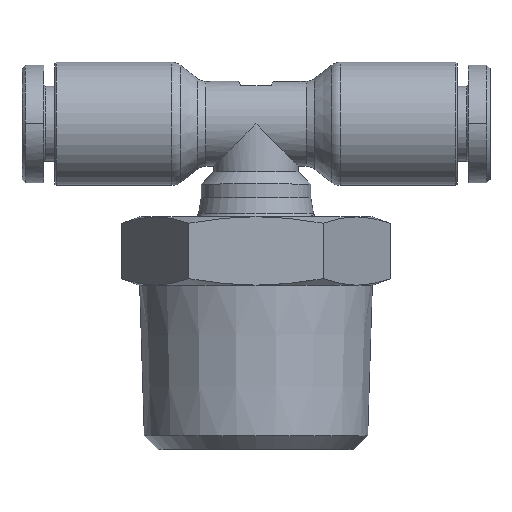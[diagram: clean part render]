
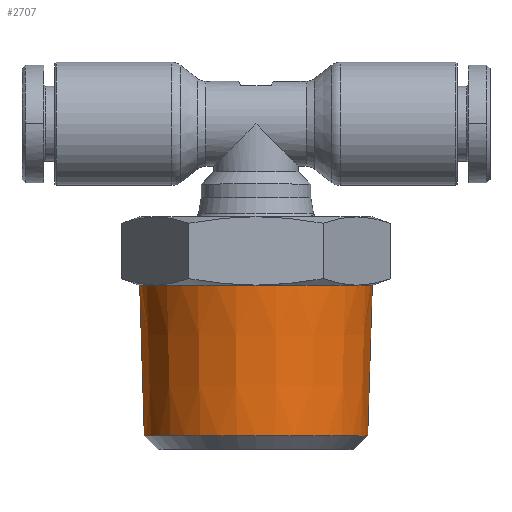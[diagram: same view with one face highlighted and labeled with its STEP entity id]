
A CAD part, top view. The second image highlights one B-rep face of the part: STEP entity #2707.
In plain terms, the highlighted conical face has half-angle 1.754 degrees and reference radius 8.316 mm.
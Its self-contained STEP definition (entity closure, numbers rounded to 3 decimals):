
#2570=CARTESIAN_POINT('',(13.6,0.,-11.8));
#2571=VERTEX_POINT('',#2570);
#2608=CARTESIAN_POINT('',(-3.4,0.,-11.8));
#2609=VERTEX_POINT('',#2608);
#2643=CARTESIAN_POINT('',(5.1,0.,-17.8));
#2644=DIRECTION('',(0.,0.,1.0));
#2645=DIRECTION('',(-1.0,0.0,0.0));
#2646=AXIS2_PLACEMENT_3D('',#2643,#2644,#2645);
#2647=CONICAL_SURFACE('',#2646,8.316,1.754);
#2648=CARTESIAN_POINT('',(-3.063,0.,-22.8));
#2649=VERTEX_POINT('',#2648);
#2650=CARTESIAN_POINT('',(-3.4,0.,-11.8));
#2651=DIRECTION('',(0.031,0.,-1.));
#2652=VECTOR('',#2651,11.006);
#2653=LINE('',#2650,#2652);
#2654=EDGE_CURVE('',#2609,#2649,#2653,.T.);
#2655=ORIENTED_EDGE('',*,*,#2654,.F.);
#2656=CARTESIAN_POINT('',(-2.261,4.25,-11.8));
#2657=VERTEX_POINT('',#2656);
#2658=CARTESIAN_POINT('',(5.1,0.,-11.8));
#2659=DIRECTION('',(0.0,0.0,-1.0));
#2660=DIRECTION('',(-1.0,0.0,0.0));
#2661=AXIS2_PLACEMENT_3D('',#2658,#2659,#2660);
#2662=CIRCLE('',#2661,8.5);
#2663=EDGE_CURVE('',#2609,#2657,#2662,.T.);
#2664=ORIENTED_EDGE('',*,*,#2663,.T.);
#2665=CARTESIAN_POINT('',(5.1,8.5,-11.8));
#2666=VERTEX_POINT('',#2665);
#2667=CARTESIAN_POINT('',(5.1,0.,-11.8));
#2668=DIRECTION('',(0.0,0.0,-1.0));
#2669=DIRECTION('',(-1.0,0.0,0.0));
#2670=AXIS2_PLACEMENT_3D('',#2667,#2668,#2669);
#2671=CIRCLE('',#2670,8.5);
#2672=EDGE_CURVE('',#2657,#2666,#2671,.T.);
#2673=ORIENTED_EDGE('',*,*,#2672,.T.);
#2674=CARTESIAN_POINT('',(12.461,4.25,-11.8));
#2675=VERTEX_POINT('',#2674);
#2676=CARTESIAN_POINT('',(5.1,0.,-11.8));
#2677=DIRECTION('',(0.0,0.0,-1.0));
#2678=DIRECTION('',(-1.0,0.0,0.0));
#2679=AXIS2_PLACEMENT_3D('',#2676,#2677,#2678);
#2680=CIRCLE('',#2679,8.5);
#2681=EDGE_CURVE('',#2666,#2675,#2680,.T.);
#2682=ORIENTED_EDGE('',*,*,#2681,.T.);
#2683=CARTESIAN_POINT('',(5.1,0.,-11.8));
#2684=DIRECTION('',(0.0,0.0,-1.0));
#2685=DIRECTION('',(-1.0,0.0,0.0));
#2686=AXIS2_PLACEMENT_3D('',#2683,#2684,#2685);
#2687=CIRCLE('',#2686,8.5);
#2688=EDGE_CURVE('',#2675,#2571,#2687,.T.);
#2689=ORIENTED_EDGE('',*,*,#2688,.T.);
#2690=CARTESIAN_POINT('',(13.263,0.,-22.8));
#2691=VERTEX_POINT('',#2690);
#2692=CARTESIAN_POINT('',(13.263,0.,-22.8));
#2693=DIRECTION('',(0.031,0.,1.));
#2694=VECTOR('',#2693,11.006);
#2695=LINE('',#2692,#2694);
#2696=EDGE_CURVE('',#2691,#2571,#2695,.T.);
#2697=ORIENTED_EDGE('',*,*,#2696,.F.);
#2698=CARTESIAN_POINT('',(5.1,0.,-22.8));
#2699=DIRECTION('',(0.0,0.0,-1.0));
#2700=DIRECTION('',(1.0,0.0,0.0));
#2701=AXIS2_PLACEMENT_3D('',#2698,#2699,#2700);
#2702=CIRCLE('',#2701,8.163);
#2703=EDGE_CURVE('',#2649,#2691,#2702,.T.);
#2704=ORIENTED_EDGE('',*,*,#2703,.F.);
#2705=EDGE_LOOP('',(#2655,#2664,#2673,#2682,#2689,#2697,#2704));
#2706=FACE_OUTER_BOUND('',#2705,.T.);
#2707=ADVANCED_FACE('',(#2706),#2647,.T.);
